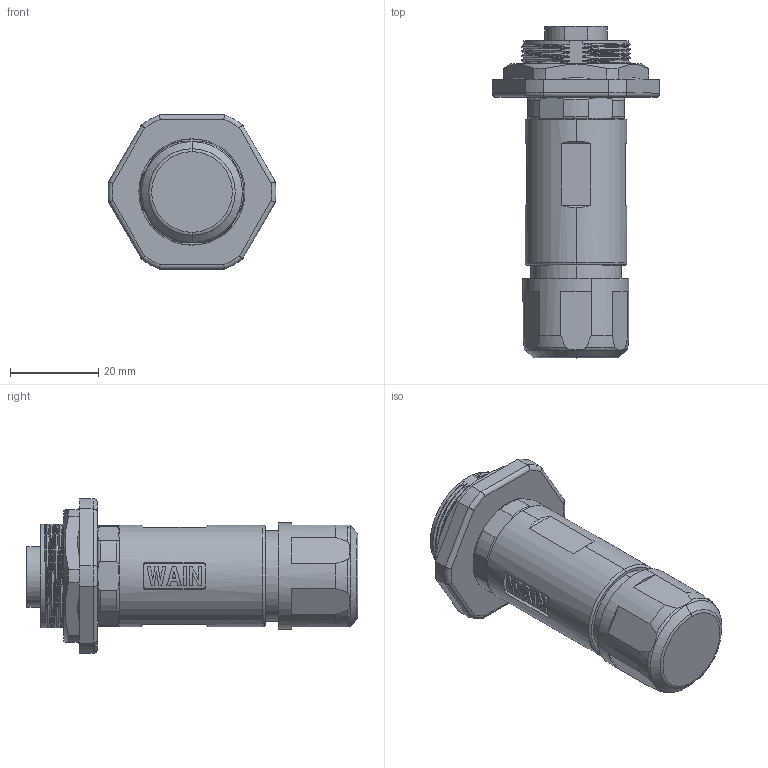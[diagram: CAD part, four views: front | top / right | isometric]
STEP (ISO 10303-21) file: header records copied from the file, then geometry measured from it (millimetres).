
FILE_DESCRIPTION((''),'2;1');
FILE_NAME('7_8-F03-CCT_R-T-DXX_SW0001','2020-12-08T',('tc.chen'),(''),'PRO/ENGINEER BY PARAMETRIC TECHNOLOGY CORPORATION, 2012480','PRO/ENGINEER BY PARAMETRIC TECHNOLOGY CORPORATION, 2012480','');
FILE_SCHEMA(('AUTOMOTIVE_DESIGN { 1 0 10303 214 1 1 1 1 }'));
Length unit declared in the file: millimetre
Products named in the file (1): 7_8-F03-CCT_R-T-DXX_SW0001
Bounding box: 37.97 x 75.05 x 35 mm (x, y, z)
Volume: 32441.6 mm3; surface area: 11308.8 mm2
Topology: 1 solids, 2 shells, 437 faces, 1192 edges, 772 vertices
Faces by surface type: plane 147, cylinder 137, bspline 88, torus 40, cone 25
Entity records: 33506 total; most frequent: CARTESIAN_POINT 19489, ORIENTED_EDGE 2384, DIRECTION 1826, EDGE_CURVE 1192, VERTEX_POINT 772, AXIS2_PLACEMENT_3D 673, FILL_AREA_STYLE_COLOUR 545, FILL_AREA_STYLE 545
